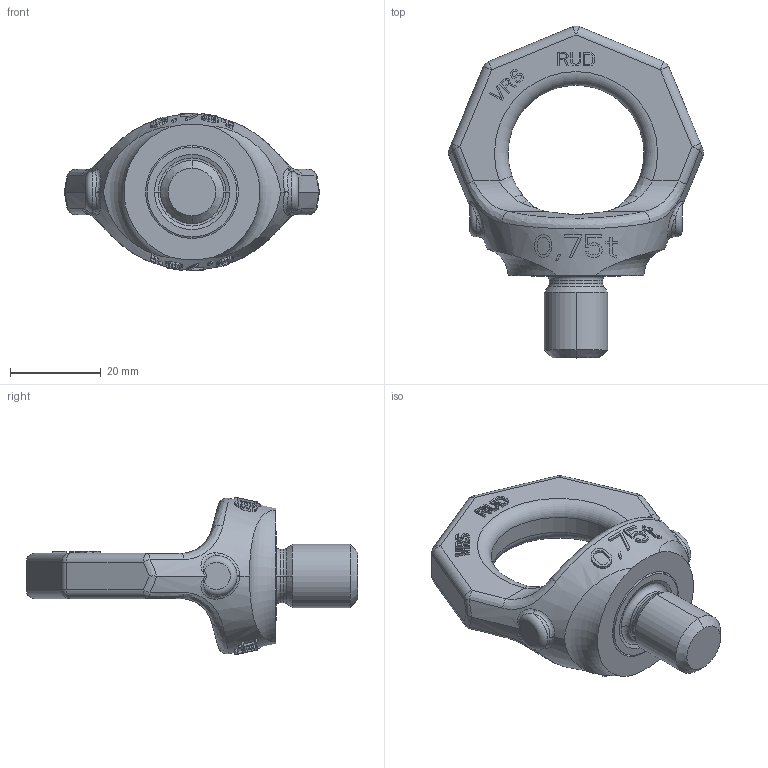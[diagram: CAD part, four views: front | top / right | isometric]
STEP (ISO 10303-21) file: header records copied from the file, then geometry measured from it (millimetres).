
FILE_DESCRIPTION((''),'2;1');
FILE_NAME('001-M32977-P-10_ASM','2017-01-23T',('Andreas.Wendler'),(''),'PRO/ENGINEER BY PARAMETRIC TECHNOLOGY CORPORATION, 2011490','PRO/ENGINEER BY PARAMETRIC TECHNOLOGY CORPORATION, 2011490','');
FILE_SCHEMA(('CONFIG_CONTROL_DESIGN'));
Length unit declared in the file: millimetre
Products named in the file (3): 001-M35306-P-1; 001-M32448-P-1; 001-M32977-P-10_ASM
Assembly tree (2 placements, depth 2):
  001-M32977-P-10_ASM
    001-M35306-P-1
    001-M32448-P-1
Bounding box: 56.32 x 73.28 x 34.79 mm (x, y, z)
Volume: 25498.8 mm3; surface area: 9934.5 mm2
Topology: 2 solids, 2 shells, 581 faces, 1575 edges, 1022 vertices
Faces by surface type: plane 461, bspline 54, cylinder 32, sphere 14, torus 12, cone 8
Entity records: 21403 total; most frequent: CARTESIAN_POINT 7925, ORIENTED_EDGE 3150, DIRECTION 2191, EDGE_CURVE 1575, VERTEX_POINT 1022, VECTOR 899, LINE 899, AXIS2_PLACEMENT_3D 646
